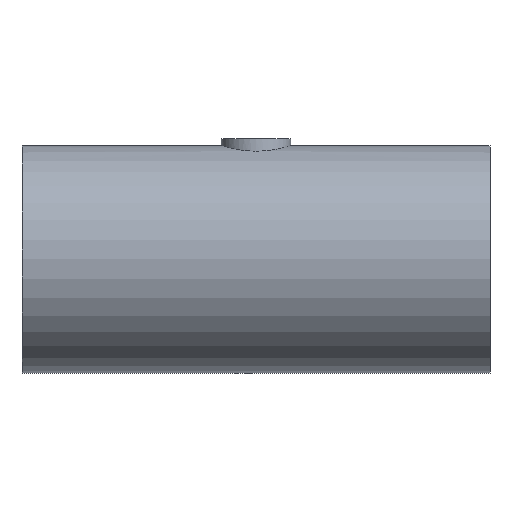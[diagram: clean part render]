
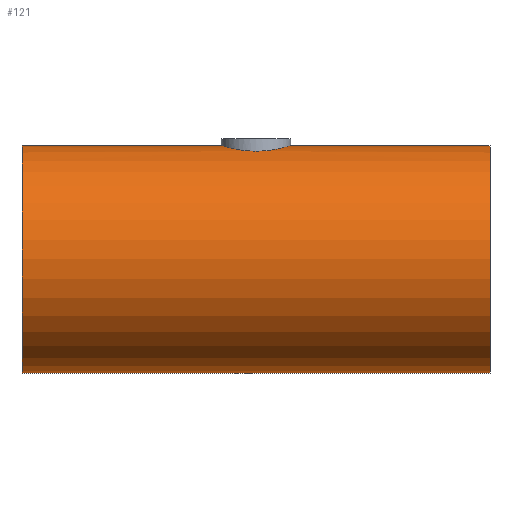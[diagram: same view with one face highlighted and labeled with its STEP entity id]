
A CAD part, front view. The second image highlights one B-rep face of the part: STEP entity #121.
In plain terms, the highlighted cylindrical face has radius 82.6 mm (diameter 165.2 mm), a full revolution.
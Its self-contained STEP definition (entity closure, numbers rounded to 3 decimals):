
#21=FACE_BOUND('',#39,.T.);
#28=FACE_OUTER_BOUND('',#38,.T.);
#38=EDGE_LOOP('',(#104,#105,#106,#107));
#39=EDGE_LOOP('',(#108,#109));
#46=CIRCLE('',#152,82.6);
#47=CIRCLE('',#154,82.6);
#51=LINE('',#350,#55);
#55=VECTOR('',#185,82.6);
#58=B_SPLINE_CURVE_WITH_KNOTS('',3,(#275,#276,#277,#278,#279,#280,#281,
#282,#283,#284,#285,#286,#287,#288,#289,#290,#291,#292),.UNSPECIFIED.,.F.,
 .F.,(4,2,2,2,2,2,2,2,4),(0.,0.482,0.964,1.446,
1.927,2.409,2.891,3.373,3.854),
 .UNSPECIFIED.);
#59=B_SPLINE_CURVE_WITH_KNOTS('',3,(#293,#294,#295,#296,#297,#298,#299,
#300,#301,#302,#303,#304,#305,#306,#307,#308,#309,#310,#311,#312,#313,#314,
#315,#316,#317,#318,#319,#320,#321,#322,#323,#324,#325,#326,#327,#328,#329,
#330,#331,#332,#333,#334,#335,#336,#337,#338,#339,#340,#341,#342),
 .UNSPECIFIED.,.F.,.F.,(4,2,2,2,2,2,2,2,2,2,2,2,2,2,2,2,2,2,2,2,2,2,2,2,
4),(3.854,4.336,4.818,5.299,
5.781,6.263,6.745,7.227,7.709,
8.19,8.672,9.154,9.636,10.118,
10.599,11.081,11.563,12.044,12.526,
13.008,13.49,13.971,14.453,14.935,
15.417),.UNSPECIFIED.);
#66=VERTEX_POINT('',#272);
#67=VERTEX_POINT('',#274);
#68=VERTEX_POINT('',#345);
#69=VERTEX_POINT('',#348);
#79=EDGE_CURVE('',#67,#66,#58,.T.);
#80=EDGE_CURVE('',#66,#67,#59,.T.);
#81=EDGE_CURVE('',#68,#68,#46,.T.);
#82=EDGE_CURVE('',#69,#69,#47,.T.);
#83=EDGE_CURVE('',#69,#68,#51,.T.);
#104=ORIENTED_EDGE('',*,*,#82,.F.);
#105=ORIENTED_EDGE('',*,*,#83,.T.);
#106=ORIENTED_EDGE('',*,*,#81,.F.);
#107=ORIENTED_EDGE('',*,*,#83,.F.);
#108=ORIENTED_EDGE('',*,*,#79,.T.);
#109=ORIENTED_EDGE('',*,*,#80,.T.);
#115=CYLINDRICAL_SURFACE('',#153,82.6);
#121=ADVANCED_FACE('',(#28,#21),#115,.T.);
#152=AXIS2_PLACEMENT_3D('',#346,#179,#180);
#153=AXIS2_PLACEMENT_3D('',#347,#181,#182);
#154=AXIS2_PLACEMENT_3D('',#349,#183,#184);
#179=DIRECTION('center_axis',(-1.,0.,0.));
#180=DIRECTION('ref_axis',(0.,1.,0.));
#181=DIRECTION('center_axis',(1.,0.,0.));
#182=DIRECTION('ref_axis',(0.,1.,0.));
#183=DIRECTION('center_axis',(1.,0.,0.));
#184=DIRECTION('ref_axis',(0.,1.,0.));
#185=DIRECTION('',(-1.,0.,0.));
#272=CARTESIAN_POINT('',(-25.4,0.,82.6));
#274=CARTESIAN_POINT('',(0.,-25.4,78.598));
#275=CARTESIAN_POINT('Ctrl Pts',(0.,-25.4,78.598));
#276=CARTESIAN_POINT('Ctrl Pts',(-1.606,-25.4,78.598));
#277=CARTESIAN_POINT('Ctrl Pts',(-3.264,-25.245,78.648));
#278=CARTESIAN_POINT('Ctrl Pts',(-6.554,-24.597,78.853));
#279=CARTESIAN_POINT('Ctrl Pts',(-8.186,-24.104,79.008));
#280=CARTESIAN_POINT('Ctrl Pts',(-11.312,-22.805,79.392));
#281=CARTESIAN_POINT('Ctrl Pts',(-12.807,-21.998,79.623));
#282=CARTESIAN_POINT('Ctrl Pts',(-15.571,-20.137,80.114));
#283=CARTESIAN_POINT('Ctrl Pts',(-16.839,-19.082,80.374));
#284=CARTESIAN_POINT('Ctrl Pts',(-19.082,-16.839,80.874));
#285=CARTESIAN_POINT('Ctrl Pts',(-20.136,-15.571,81.131));
#286=CARTESIAN_POINT('Ctrl Pts',(-21.998,-12.808,81.613));
#287=CARTESIAN_POINT('Ctrl Pts',(-22.805,-11.312,81.837));
#288=CARTESIAN_POINT('Ctrl Pts',(-24.104,-8.186,82.208));
#289=CARTESIAN_POINT('Ctrl Pts',(-24.597,-6.553,82.356));
#290=CARTESIAN_POINT('Ctrl Pts',(-25.245,-3.263,82.552));
#291=CARTESIAN_POINT('Ctrl Pts',(-25.4,-1.606,82.6));
#292=CARTESIAN_POINT('Ctrl Pts',(-25.4,0.,82.6));
#293=CARTESIAN_POINT('Ctrl Pts',(-25.4,0.,82.6));
#294=CARTESIAN_POINT('Ctrl Pts',(-25.4,1.606,82.6));
#295=CARTESIAN_POINT('Ctrl Pts',(-25.245,3.263,82.552));
#296=CARTESIAN_POINT('Ctrl Pts',(-24.597,6.553,82.356));
#297=CARTESIAN_POINT('Ctrl Pts',(-24.104,8.186,82.208));
#298=CARTESIAN_POINT('Ctrl Pts',(-22.805,11.312,81.837));
#299=CARTESIAN_POINT('Ctrl Pts',(-21.998,12.808,81.613));
#300=CARTESIAN_POINT('Ctrl Pts',(-20.136,15.571,81.131));
#301=CARTESIAN_POINT('Ctrl Pts',(-19.082,16.839,80.874));
#302=CARTESIAN_POINT('Ctrl Pts',(-16.839,19.082,80.374));
#303=CARTESIAN_POINT('Ctrl Pts',(-15.571,20.137,80.114));
#304=CARTESIAN_POINT('Ctrl Pts',(-12.807,21.998,79.623));
#305=CARTESIAN_POINT('Ctrl Pts',(-11.312,22.805,79.392));
#306=CARTESIAN_POINT('Ctrl Pts',(-8.186,24.104,79.008));
#307=CARTESIAN_POINT('Ctrl Pts',(-6.554,24.597,78.853));
#308=CARTESIAN_POINT('Ctrl Pts',(-3.264,25.245,78.648));
#309=CARTESIAN_POINT('Ctrl Pts',(-1.606,25.4,78.598));
#310=CARTESIAN_POINT('Ctrl Pts',(1.606,25.4,78.598));
#311=CARTESIAN_POINT('Ctrl Pts',(3.264,25.245,78.648));
#312=CARTESIAN_POINT('Ctrl Pts',(6.554,24.597,78.853));
#313=CARTESIAN_POINT('Ctrl Pts',(8.186,24.104,79.008));
#314=CARTESIAN_POINT('Ctrl Pts',(11.312,22.805,79.392));
#315=CARTESIAN_POINT('Ctrl Pts',(12.807,21.998,79.623));
#316=CARTESIAN_POINT('Ctrl Pts',(15.571,20.137,80.114));
#317=CARTESIAN_POINT('Ctrl Pts',(16.839,19.082,80.374));
#318=CARTESIAN_POINT('Ctrl Pts',(19.082,16.839,80.874));
#319=CARTESIAN_POINT('Ctrl Pts',(20.136,15.571,81.131));
#320=CARTESIAN_POINT('Ctrl Pts',(21.998,12.808,81.613));
#321=CARTESIAN_POINT('Ctrl Pts',(22.805,11.312,81.837));
#322=CARTESIAN_POINT('Ctrl Pts',(24.104,8.186,82.208));
#323=CARTESIAN_POINT('Ctrl Pts',(24.597,6.553,82.356));
#324=CARTESIAN_POINT('Ctrl Pts',(25.245,3.263,82.552));
#325=CARTESIAN_POINT('Ctrl Pts',(25.4,1.606,82.6));
#326=CARTESIAN_POINT('Ctrl Pts',(25.4,-1.606,82.6));
#327=CARTESIAN_POINT('Ctrl Pts',(25.245,-3.263,82.552));
#328=CARTESIAN_POINT('Ctrl Pts',(24.597,-6.553,82.356));
#329=CARTESIAN_POINT('Ctrl Pts',(24.104,-8.186,82.208));
#330=CARTESIAN_POINT('Ctrl Pts',(22.805,-11.312,81.837));
#331=CARTESIAN_POINT('Ctrl Pts',(21.998,-12.808,81.613));
#332=CARTESIAN_POINT('Ctrl Pts',(20.136,-15.571,81.131));
#333=CARTESIAN_POINT('Ctrl Pts',(19.082,-16.839,80.874));
#334=CARTESIAN_POINT('Ctrl Pts',(16.839,-19.082,80.374));
#335=CARTESIAN_POINT('Ctrl Pts',(15.571,-20.137,80.114));
#336=CARTESIAN_POINT('Ctrl Pts',(12.807,-21.998,79.623));
#337=CARTESIAN_POINT('Ctrl Pts',(11.312,-22.805,79.392));
#338=CARTESIAN_POINT('Ctrl Pts',(8.186,-24.104,79.008));
#339=CARTESIAN_POINT('Ctrl Pts',(6.554,-24.597,78.853));
#340=CARTESIAN_POINT('Ctrl Pts',(3.264,-25.245,78.648));
#341=CARTESIAN_POINT('Ctrl Pts',(1.606,-25.4,78.598));
#342=CARTESIAN_POINT('Ctrl Pts',(0.,-25.4,78.598));
#345=CARTESIAN_POINT('',(-170.,-82.6,0.));
#346=CARTESIAN_POINT('Origin',(-170.,0.,0.));
#347=CARTESIAN_POINT('Origin',(0.,0.,0.));
#348=CARTESIAN_POINT('',(170.,-82.6,0.));
#349=CARTESIAN_POINT('Origin',(170.,0.,0.));
#350=CARTESIAN_POINT('',(0.,-82.6,0.));
